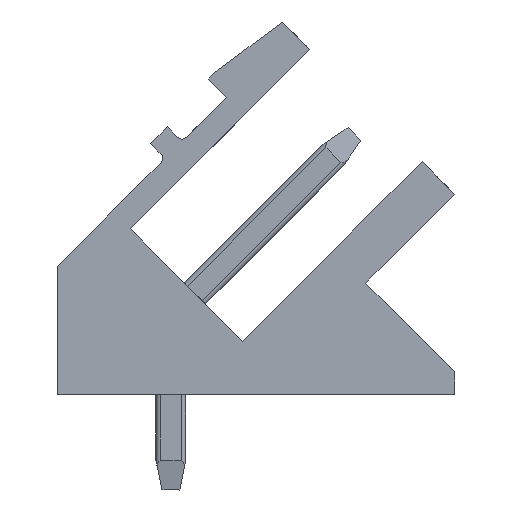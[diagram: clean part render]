
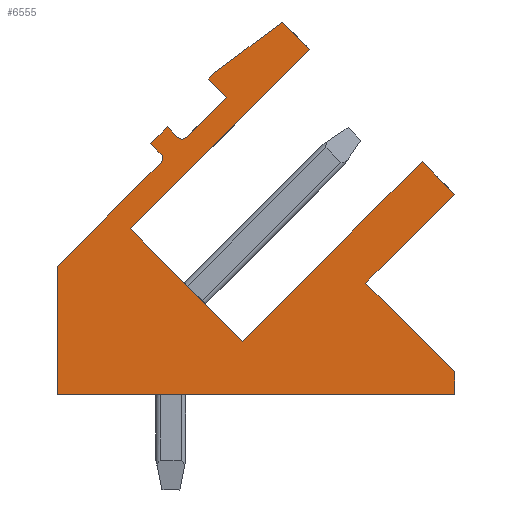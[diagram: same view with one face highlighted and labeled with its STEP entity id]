
A CAD part, left-side view. The second image highlights one B-rep face of the part: STEP entity #6555.
In plain terms, the highlighted planar face has unit normal (-1, 0, 0).
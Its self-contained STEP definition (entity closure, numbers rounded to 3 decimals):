
#5779=AXIS2_PLACEMENT_3D('Circle Axis2P3D',#5777,#5778,$) ;
#6526=AXIS2_PLACEMENT_3D('Plane Axis2P3D',#6523,#6524,#6525) ;
#6530=AXIS2_PLACEMENT_3D('Circle Axis2P3D',#6528,#6529,$) ;
#213=CARTESIAN_POINT('Vertex',(0.,8.98,11.809)) ;
#216=CARTESIAN_POINT('Line Origine',(0.,8.309,12.481)) ;
#220=CARTESIAN_POINT('Vertex',(0.,7.637,13.153)) ;
#995=CARTESIAN_POINT('Vertex',(0.,4.851,14.751)) ;
#998=CARTESIAN_POINT('Line Origine',(0.,7.856,11.746)) ;
#1002=CARTESIAN_POINT('Vertex',(0.,10.861,8.74)) ;
#1095=CARTESIAN_POINT('Vertex',(0.,5.77,15.67)) ;
#1098=CARTESIAN_POINT('Line Origine',(0.,5.31,15.21)) ;
#1800=CARTESIAN_POINT('Line Origine',(0.,7.941,13.457)) ;
#1804=CARTESIAN_POINT('Vertex',(0.,8.245,13.761)) ;
#2578=CARTESIAN_POINT('Line Origine',(0.,8.98,6.859)) ;
#2582=CARTESIAN_POINT('Vertex',(0.,7.099,4.979)) ;
#4114=CARTESIAN_POINT('Line Origine',(0.,8.139,13.867)) ;
#4118=CARTESIAN_POINT('Vertex',(0.,8.033,13.973)) ;
#4138=CARTESIAN_POINT('Line Origine',(0.,4.094,7.984)) ;
#4142=CARTESIAN_POINT('Vertex',(0.,1.089,10.989)) ;
#4798=CARTESIAN_POINT('Line Origine',(0.,0.544,10.444)) ;
#4802=CARTESIAN_POINT('Vertex',(0.,0.,9.9)) ;
#4846=CARTESIAN_POINT('Line Origine',(0.,1.485,8.415)) ;
#4850=CARTESIAN_POINT('Vertex',(0.,2.97,6.93)) ;
#4870=CARTESIAN_POINT('Line Origine',(0.,1.485,5.445)) ;
#4874=CARTESIAN_POINT('Vertex',(0.,0.,3.96)) ;
#4894=CARTESIAN_POINT('Line Origine',(0.,0.,3.58)) ;
#4898=CARTESIAN_POINT('Vertex',(0.,0.,3.2)) ;
#4918=CARTESIAN_POINT('Line Origine',(0.,6.65,3.2)) ;
#4922=CARTESIAN_POINT('Vertex',(0.,13.3,3.2)) ;
#5734=CARTESIAN_POINT('Line Origine',(0.,13.3,5.345)) ;
#5738=CARTESIAN_POINT('Vertex',(0.,13.3,7.489)) ;
#5753=CARTESIAN_POINT('Line Origine',(0.,11.564,9.225)) ;
#5757=CARTESIAN_POINT('Vertex',(0.,9.829,10.961)) ;
#5777=CARTESIAN_POINT('Axis2P3D Location',(0.,9.97,11.102)) ;
#5781=CARTESIAN_POINT('Vertex',(0.,9.829,11.244)) ;
#5801=CARTESIAN_POINT('Line Origine',(0.,10.006,11.42)) ;
#5805=CARTESIAN_POINT('Vertex',(0.,10.182,11.597)) ;
#5825=CARTESIAN_POINT('Line Origine',(0.,9.899,11.88)) ;
#5829=CARTESIAN_POINT('Vertex',(0.,9.617,12.163)) ;
#5849=CARTESIAN_POINT('Line Origine',(0.,9.44,11.986)) ;
#5853=CARTESIAN_POINT('Vertex',(0.,9.263,11.809)) ;
#6005=CARTESIAN_POINT('Line Origine',(0.,6.901,14.821)) ;
#6523=CARTESIAN_POINT('Axis2P3D Location',(0.,0.,0.)) ;
#6528=CARTESIAN_POINT('Axis2P3D Location',(0.,9.122,11.951)) ;
#217=DIRECTION('Vector Direction',(0.,-0.707,0.707)) ;
#999=DIRECTION('Vector Direction',(0.,0.707,-0.707)) ;
#1099=DIRECTION('Vector Direction',(0.,-0.707,-0.707)) ;
#1801=DIRECTION('Vector Direction',(0.,0.707,0.707)) ;
#2579=DIRECTION('Vector Direction',(0.,-0.707,-0.707)) ;
#4115=DIRECTION('Vector Direction',(0.,-0.707,0.707)) ;
#4139=DIRECTION('Vector Direction',(0.,-0.707,0.707)) ;
#4799=DIRECTION('Vector Direction',(0.,-0.707,-0.707)) ;
#4847=DIRECTION('Vector Direction',(0.,0.707,-0.707)) ;
#4871=DIRECTION('Vector Direction',(0.,-0.707,-0.707)) ;
#4895=DIRECTION('Vector Direction',(0.,0.,-1.)) ;
#4919=DIRECTION('Vector Direction',(0.,1.,0.)) ;
#5735=DIRECTION('Vector Direction',(0.,0.,1.)) ;
#5754=DIRECTION('Vector Direction',(0.,-0.707,0.707)) ;
#5778=DIRECTION('Axis2P3D Direction',(-1.,0.,0.)) ;
#5802=DIRECTION('Vector Direction',(0.,0.707,0.707)) ;
#5826=DIRECTION('Vector Direction',(0.,-0.707,0.707)) ;
#5850=DIRECTION('Vector Direction',(0.,-0.707,-0.707)) ;
#6006=DIRECTION('Vector Direction',(0.,-0.8,0.6)) ;
#6524=DIRECTION('Axis2P3D Direction',(-1.,0.,0.)) ;
#6525=DIRECTION('Axis2P3D XDirection',(0.,0.,1.)) ;
#6529=DIRECTION('Axis2P3D Direction',(-1.,0.,0.)) ;
#218=VECTOR('Line Direction',#217,1.) ;
#1000=VECTOR('Line Direction',#999,1.) ;
#1100=VECTOR('Line Direction',#1099,1.) ;
#1802=VECTOR('Line Direction',#1801,1.) ;
#2580=VECTOR('Line Direction',#2579,1.) ;
#4116=VECTOR('Line Direction',#4115,1.) ;
#4140=VECTOR('Line Direction',#4139,1.) ;
#4800=VECTOR('Line Direction',#4799,1.) ;
#4848=VECTOR('Line Direction',#4847,1.) ;
#4872=VECTOR('Line Direction',#4871,1.) ;
#4896=VECTOR('Line Direction',#4895,1.) ;
#4920=VECTOR('Line Direction',#4919,1.) ;
#5736=VECTOR('Line Direction',#5735,1.) ;
#5755=VECTOR('Line Direction',#5754,1.) ;
#5803=VECTOR('Line Direction',#5802,1.) ;
#5827=VECTOR('Line Direction',#5826,1.) ;
#5851=VECTOR('Line Direction',#5850,1.) ;
#6007=VECTOR('Line Direction',#6006,1.) ;
#6534=ORIENTED_EDGE('',*,*,#2584,.T.) ;
#6535=ORIENTED_EDGE('',*,*,#1004,.T.) ;
#6536=ORIENTED_EDGE('',*,*,#1102,.T.) ;
#6537=ORIENTED_EDGE('',*,*,#6009,.T.) ;
#6538=ORIENTED_EDGE('',*,*,#4120,.T.) ;
#6539=ORIENTED_EDGE('',*,*,#1806,.T.) ;
#6540=ORIENTED_EDGE('',*,*,#222,.T.) ;
#6541=ORIENTED_EDGE('',*,*,#6532,.T.) ;
#6542=ORIENTED_EDGE('',*,*,#5855,.T.) ;
#6543=ORIENTED_EDGE('',*,*,#5831,.T.) ;
#6544=ORIENTED_EDGE('',*,*,#5807,.T.) ;
#6545=ORIENTED_EDGE('',*,*,#5783,.T.) ;
#6546=ORIENTED_EDGE('',*,*,#5759,.T.) ;
#6547=ORIENTED_EDGE('',*,*,#5740,.T.) ;
#6548=ORIENTED_EDGE('',*,*,#4924,.T.) ;
#6549=ORIENTED_EDGE('',*,*,#4900,.T.) ;
#6550=ORIENTED_EDGE('',*,*,#4876,.T.) ;
#6551=ORIENTED_EDGE('',*,*,#4852,.T.) ;
#6552=ORIENTED_EDGE('',*,*,#4804,.T.) ;
#6553=ORIENTED_EDGE('',*,*,#4144,.T.) ;
#6555=ADVANCED_FACE('Housing',(#6554),#6527,.T.) ;
#5780=CIRCLE('generated circle',#5779,0.2) ;
#6531=CIRCLE('generated circle',#6530,0.2) ;
#222=EDGE_CURVE('',#221,#214,#219,.F.) ;
#1004=EDGE_CURVE('',#1003,#996,#1001,.F.) ;
#1102=EDGE_CURVE('',#996,#1096,#1101,.F.) ;
#1806=EDGE_CURVE('',#1805,#221,#1803,.F.) ;
#2584=EDGE_CURVE('',#2583,#1003,#2581,.F.) ;
#4120=EDGE_CURVE('',#4119,#1805,#4117,.F.) ;
#4144=EDGE_CURVE('',#4143,#2583,#4141,.F.) ;
#4804=EDGE_CURVE('',#4803,#4143,#4801,.F.) ;
#4852=EDGE_CURVE('',#4851,#4803,#4849,.F.) ;
#4876=EDGE_CURVE('',#4875,#4851,#4873,.F.) ;
#4900=EDGE_CURVE('',#4899,#4875,#4897,.F.) ;
#4924=EDGE_CURVE('',#4923,#4899,#4921,.F.) ;
#5740=EDGE_CURVE('',#5739,#4923,#5737,.F.) ;
#5759=EDGE_CURVE('',#5758,#5739,#5756,.F.) ;
#5783=EDGE_CURVE('',#5782,#5758,#5780,.F.) ;
#5807=EDGE_CURVE('',#5806,#5782,#5804,.F.) ;
#5831=EDGE_CURVE('',#5830,#5806,#5828,.F.) ;
#5855=EDGE_CURVE('',#5854,#5830,#5852,.F.) ;
#6009=EDGE_CURVE('',#1096,#4119,#6008,.F.) ;
#6532=EDGE_CURVE('',#214,#5854,#6531,.F.) ;
#6533=EDGE_LOOP('',(#6534,#6535,#6536,#6537,#6538,#6539,#6540,#6541,#6542,#6543,#6544,#6545,#6546,#6547,#6548,#6549,#6550,#6551,#6552,#6553)) ;
#6554=FACE_OUTER_BOUND('',#6533,.T.) ;
#219=LINE('Line',#216,#218) ;
#1001=LINE('Line',#998,#1000) ;
#1101=LINE('Line',#1098,#1100) ;
#1803=LINE('Line',#1800,#1802) ;
#2581=LINE('Line',#2578,#2580) ;
#4117=LINE('Line',#4114,#4116) ;
#4141=LINE('Line',#4138,#4140) ;
#4801=LINE('Line',#4798,#4800) ;
#4849=LINE('Line',#4846,#4848) ;
#4873=LINE('Line',#4870,#4872) ;
#4897=LINE('Line',#4894,#4896) ;
#4921=LINE('Line',#4918,#4920) ;
#5737=LINE('Line',#5734,#5736) ;
#5756=LINE('Line',#5753,#5755) ;
#5804=LINE('Line',#5801,#5803) ;
#5828=LINE('Line',#5825,#5827) ;
#5852=LINE('Line',#5849,#5851) ;
#6008=LINE('Line',#6005,#6007) ;
#6527=PLANE('',#6526) ;
#214=VERTEX_POINT('',#213) ;
#221=VERTEX_POINT('',#220) ;
#996=VERTEX_POINT('',#995) ;
#1003=VERTEX_POINT('',#1002) ;
#1096=VERTEX_POINT('',#1095) ;
#1805=VERTEX_POINT('',#1804) ;
#2583=VERTEX_POINT('',#2582) ;
#4119=VERTEX_POINT('',#4118) ;
#4143=VERTEX_POINT('',#4142) ;
#4803=VERTEX_POINT('',#4802) ;
#4851=VERTEX_POINT('',#4850) ;
#4875=VERTEX_POINT('',#4874) ;
#4899=VERTEX_POINT('',#4898) ;
#4923=VERTEX_POINT('',#4922) ;
#5739=VERTEX_POINT('',#5738) ;
#5758=VERTEX_POINT('',#5757) ;
#5782=VERTEX_POINT('',#5781) ;
#5806=VERTEX_POINT('',#5805) ;
#5830=VERTEX_POINT('',#5829) ;
#5854=VERTEX_POINT('',#5853) ;
